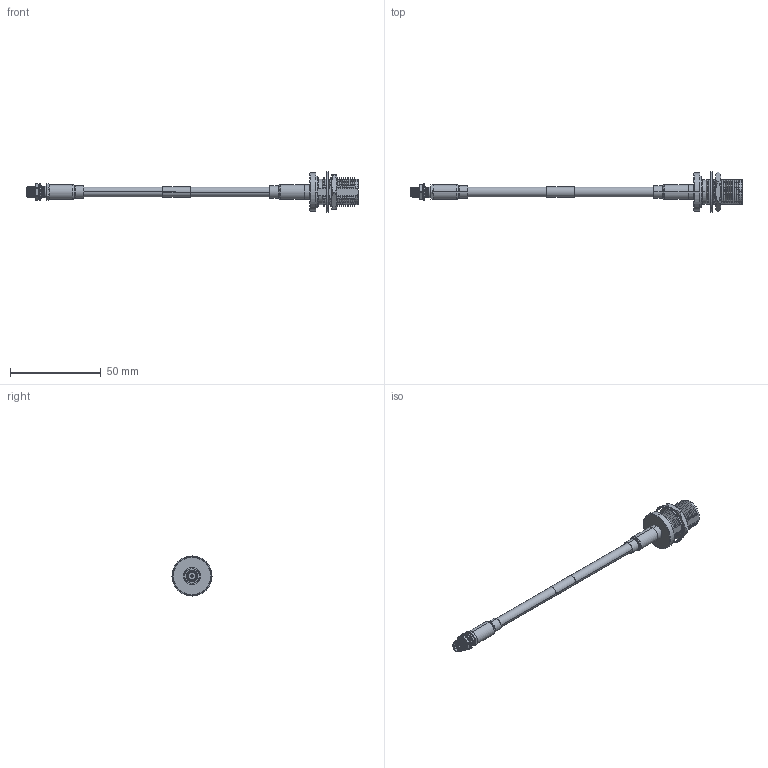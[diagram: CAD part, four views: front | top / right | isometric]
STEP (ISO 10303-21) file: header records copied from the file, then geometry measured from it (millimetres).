
FILE_DESCRIPTION (( 'STEP AP203' ), '1' );
FILE_NAME ('FMCA2756.STEP', '2022-03-09T19:30:52', ( '' ), ( '' ), 'SwSTEP 2.0', 'SolidWorks 2021', '' );
FILE_SCHEMA (( 'CONFIG_CONTROL_DESIGN' ));
Length unit declared in the file: millimetre
Products named in the file (11): FMCN1746___; PE4371-MA0; PE4371-MA4; PE4371-MA5; RG223_with label; FMCN1748; PE4371-MA3; PE4371-MA1; FMCA2756; PE4371-MA2; CA-240-MA1_.75" Long
Assembly tree (11 placements, depth 3):
  FMCA2756
    RG223_with label
    FMCN1748
    CA-240-MA1_.75" Long  x2
    FMCN1746___
      PE4371-MA0
      PE4371-MA1
      PE4371-MA2
      PE4371-MA3
      PE4371-MA4
      PE4371-MA5
Bounding box: 182.55 x 22 x 22 mm (x, y, z)
Volume: 8915.7 mm3; surface area: 10761.9 mm2
Topology: 16 solids, 16 shells, 2111 faces, 4715 edges, 2662 vertices
Faces by surface type: bspline 1143, plane 387, cylinder 383, cone 176, torus 22
Entity records: 107378 total; most frequent: CARTESIAN_POINT 73168, ORIENTED_EDGE 9342, EDGE_CURVE 4671, DIRECTION 4026, VERTEX_POINT 2638, EDGE_LOOP 2139, FACE_OUTER_BOUND 2089, ADVANCED_FACE 2089
